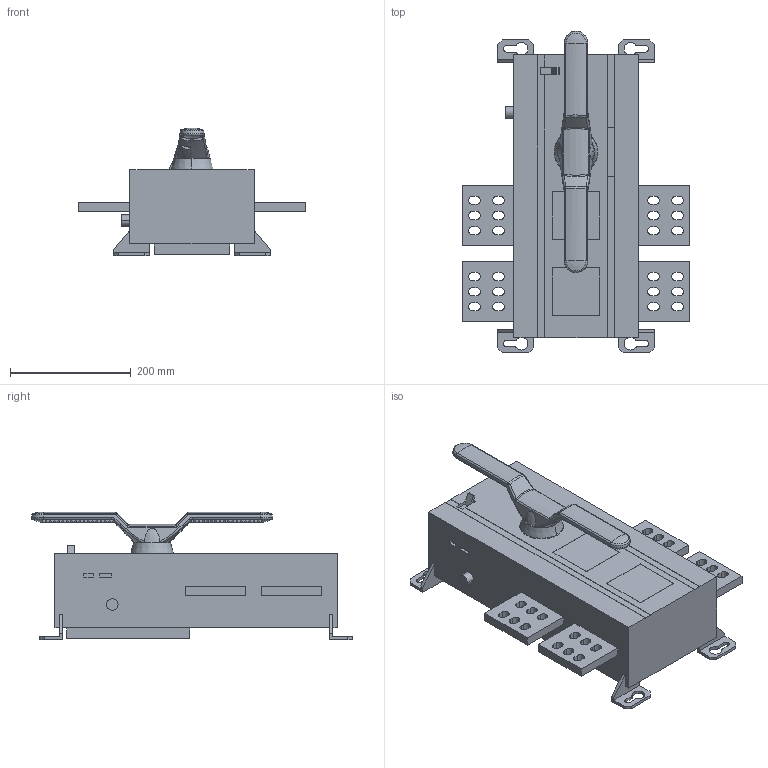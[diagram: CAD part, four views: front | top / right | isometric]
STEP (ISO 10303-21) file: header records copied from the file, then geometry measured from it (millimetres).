
FILE_DESCRIPTION((''),'2;1');
FILE_NAME('OTM2500E2M_SW0001','2023-06-01T10:30:33',('FIANLEH10'),(''),'CREO PARAMETRIC BY PTC INC, 2020184','CREO PARAMETRIC BY PTC INC, 2020184','');
FILE_SCHEMA(('AUTOMOTIVE_DESIGN { 1 0 10303 214 1 1 1 1 }'));
Length unit declared in the file: millimetre
Products named in the file (1): OTM2500E2M_SW0001
Bounding box: 376.4 x 531.89 x 211.69 mm (x, y, z)
Volume: 13101618.4 mm3; surface area: 552821.3 mm2
Topology: 1 solids, 1 shells, 734 faces, 1930 edges, 1269 vertices
Faces by surface type: plane 538, cylinder 141, bspline 37, torus 8, cone 8, sphere 2
Entity records: 39475 total; most frequent: CARTESIAN_POINT 13562, ORIENTED_EDGE 3852, DIRECTION 3368, EDGE_CURVE 1926, VERTEX_POINT 1269, VECTOR 1243, LINE 1243, FILL_AREA_STYLE_COLOUR 1199
